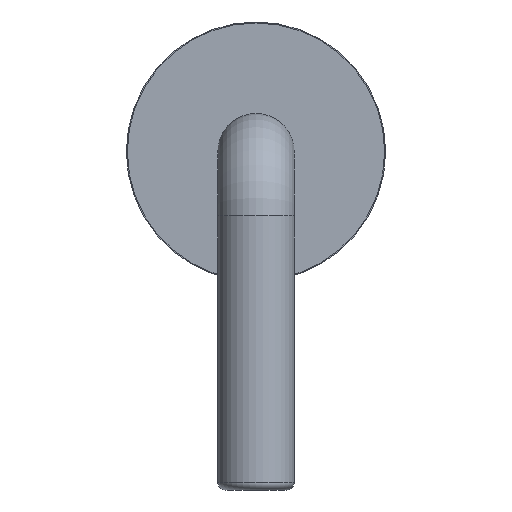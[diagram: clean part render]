
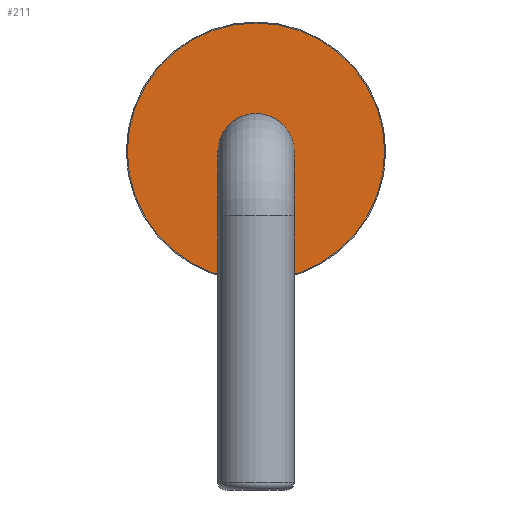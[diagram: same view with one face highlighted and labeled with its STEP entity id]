
A CAD part, left-side view. The second image highlights one B-rep face of the part: STEP entity #211.
In plain terms, the highlighted planar face has unit normal (-1, 0, 0).
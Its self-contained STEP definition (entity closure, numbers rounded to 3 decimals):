
#54=FACE_OUTER_BOUND('',#69,.T.);
#69=EDGE_LOOP('',(#151));
#84=CIRCLE('',#266,1.35);
#106=VERTEX_POINT('',#403);
#124=EDGE_CURVE('',#106,#106,#84,.T.);
#151=ORIENTED_EDGE('',*,*,#124,.T.);
#205=PLANE('',#265);
#211=ADVANCED_FACE('',(#54),#205,.F.);
#265=AXIS2_PLACEMENT_3D('',#402,#311,#312);
#266=AXIS2_PLACEMENT_3D('',#404,#313,#314);
#311=DIRECTION('center_axis',(1.,0.,0.));
#312=DIRECTION('ref_axis',(0.,1.,0.));
#313=DIRECTION('center_axis',(-1.,0.,0.));
#314=DIRECTION('ref_axis',(0.,1.,0.));
#402=CARTESIAN_POINT('Origin',(-2.6,0.,1.55));
#403=CARTESIAN_POINT('',(-2.6,-1.35,1.55));
#404=CARTESIAN_POINT('Origin',(-2.6,0.,1.55));
